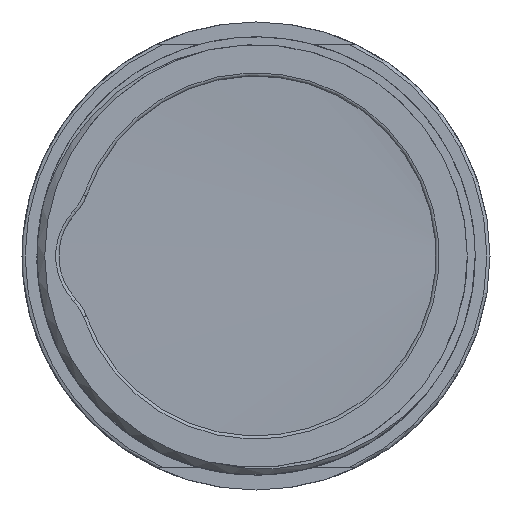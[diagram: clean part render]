
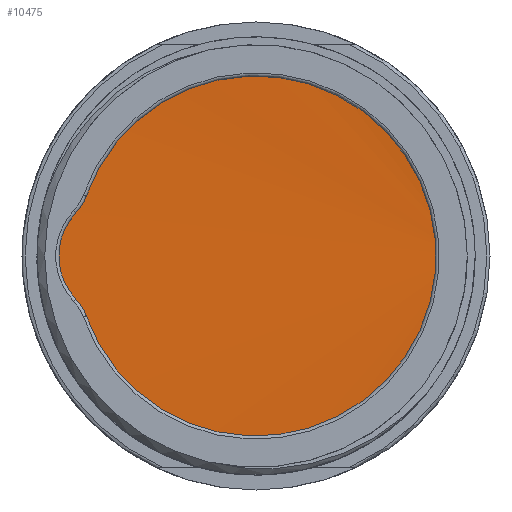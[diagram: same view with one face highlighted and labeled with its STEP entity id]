
A CAD part, left-side view. The second image highlights one B-rep face of the part: STEP entity #10475.
In plain terms, the highlighted cylindrical face has radius 13.5 mm (diameter 27 mm), a full revolution.
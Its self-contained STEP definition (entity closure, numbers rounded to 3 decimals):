
#740=CIRCLE('',#11191,13.5);
#1123=FACE_OUTER_BOUND('',#1692,.T.);
#1692=EDGE_LOOP('',(#6938,#6939,#6940,#6941));
#2275=B_SPLINE_CURVE_WITH_KNOTS('',3,(#15099,#15100,#15101,#15102,#15103,
#15104,#15105,#15106,#15107,#15108,#15109,#15110,#15111),.UNSPECIFIED.,
 .F.,.F.,(4,1,1,1,1,1,1,1,1,1,4),(4.937,5.42,5.903,
6.386,6.869,7.352,7.835,8.318,
8.801,9.285,9.425),.UNSPECIFIED.);
#2821=LINE('',#13841,#3373);
#2827=LINE('',#13945,#3379);
#3373=VECTOR('',#11751,13.5);
#3379=VECTOR('',#11773,13.5);
#3925=VERTEX_POINT('',#13839);
#3926=VERTEX_POINT('',#13840);
#3934=VERTEX_POINT('',#13944);
#3990=VERTEX_POINT('',#14337);
#4967=EDGE_CURVE('',#3925,#3926,#2821,.T.);
#4981=EDGE_CURVE('',#3934,#3925,#2827,.T.);
#5173=EDGE_CURVE('',#3990,#3934,#740,.T.);
#5187=EDGE_CURVE('',#3990,#3926,#2275,.T.);
#6938=ORIENTED_EDGE('',*,*,#4967,.T.);
#6939=ORIENTED_EDGE('',*,*,#5187,.F.);
#6940=ORIENTED_EDGE('',*,*,#5173,.T.);
#6941=ORIENTED_EDGE('',*,*,#4981,.T.);
#9787=CYLINDRICAL_SURFACE('',#11209,13.5);
#10475=ADVANCED_FACE('',(#1123),#9787,.T.);
#11191=AXIS2_PLACEMENT_3D('',#14705,#12211,#12212);
#11209=AXIS2_PLACEMENT_3D('',#15112,#12248,#12249);
#11751=DIRECTION('',(1.,0.,0.));
#11773=DIRECTION('',(1.,0.,0.));
#12211=DIRECTION('center_axis',(1.,0.,0.));
#12212=DIRECTION('ref_axis',(0.,-1.,0.));
#12248=DIRECTION('center_axis',(1.,0.,0.));
#12249=DIRECTION('ref_axis',(0.,1.,0.));
#13839=CARTESIAN_POINT('',(0.8,-13.5,0.));
#13840=CARTESIAN_POINT('',(2.,-13.5,0.));
#13841=CARTESIAN_POINT('',(-0.6,-13.5,0.));
#13944=CARTESIAN_POINT('',(0.,-13.5,0.));
#13945=CARTESIAN_POINT('',(-0.6,-13.5,0.));
#14337=CARTESIAN_POINT('',(0.,3.004,13.162));
#14705=CARTESIAN_POINT('Origin',(0.,0.,
0.));
#15099=CARTESIAN_POINT('Ctrl Pts',(0.,3.004,
13.162));
#15100=CARTESIAN_POINT('Ctrl Pts',(0.072,5.123,
12.678));
#15101=CARTESIAN_POINT('Ctrl Pts',(0.215,9.122,10.668));
#15102=CARTESIAN_POINT('Ctrl Pts',(0.431,13.034,5.209));
#15103=CARTESIAN_POINT('Ctrl Pts',(0.646,13.962,-1.441));
#15104=CARTESIAN_POINT('Ctrl Pts',(0.861,11.695,-7.762));
#15105=CARTESIAN_POINT('Ctrl Pts',(1.076,6.751,-12.306));
#15106=CARTESIAN_POINT('Ctrl Pts',(1.292,0.262,-14.034));
#15107=CARTESIAN_POINT('Ctrl Pts',(1.507,-6.287,-12.55));
#15108=CARTESIAN_POINT('Ctrl Pts',(1.722,-11.397,-8.194));
#15109=CARTESIAN_POINT('Ctrl Pts',(1.887,-13.307,-3.436));
#15110=CARTESIAN_POINT('Ctrl Pts',(1.979,-13.5,-0.631));
#15111=CARTESIAN_POINT('Ctrl Pts',(2.,-13.5,0.));
#15112=CARTESIAN_POINT('Origin',(-0.6,0.,0.));
